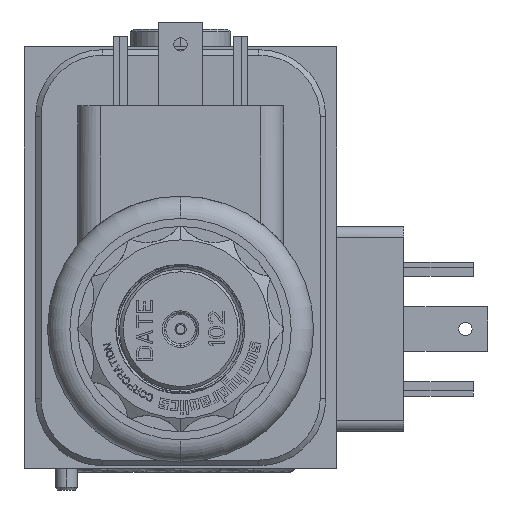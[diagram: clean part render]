
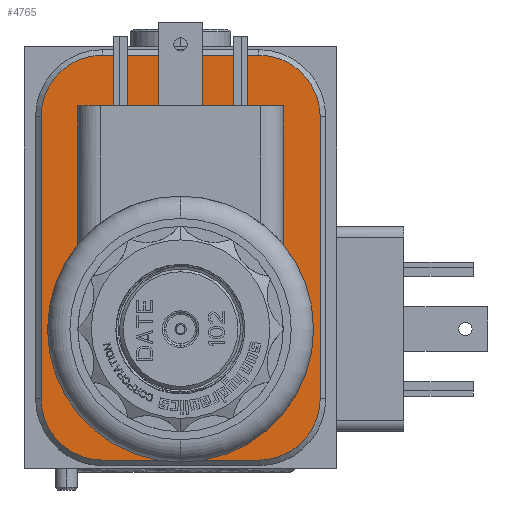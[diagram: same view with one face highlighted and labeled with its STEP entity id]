
A CAD part, left-side view. The second image highlights one B-rep face of the part: STEP entity #4765.
In plain terms, the highlighted planar face has unit normal (-1, 0, 0).
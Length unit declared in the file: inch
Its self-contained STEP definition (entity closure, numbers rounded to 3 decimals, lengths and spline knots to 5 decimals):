
#147=CARTESIAN_POINT('',(0.,-1.313,1.971));
#148=DIRECTION('',(1.,0.,0.));
#149=DIRECTION('',(0.,0.,1.));
#150=AXIS2_PLACEMENT_3D('',#147,#148,#149);
#161=CARTESIAN_POINT('',(0.,-0.875,0.781));
#162=DIRECTION('',(1.,0.,0.));
#163=DIRECTION('',(0.,0.,-1.));
#164=AXIS2_PLACEMENT_3D('',#161,#162,#163);
#166=CARTESIAN_POINT('',(0.,-0.875,0.781));
#167=DIRECTION('',(1.,0.,0.));
#168=DIRECTION('',(0.,0.,1.));
#169=AXIS2_PLACEMENT_3D('',#166,#167,#168);
#171=CARTESIAN_POINT('',(0.,-1.134,1.531));
#172=DIRECTION('',(1.,0.,0.));
#173=DIRECTION('',(0.,0.,-1.));
#174=AXIS2_PLACEMENT_3D('',#171,#172,#173);
#176=CARTESIAN_POINT('',(0.,-1.134,1.531));
#177=DIRECTION('',(1.,0.,0.));
#178=DIRECTION('',(0.,0.,1.));
#179=AXIS2_PLACEMENT_3D('',#176,#177,#178);
#3890=DIRECTION('',(0.,0.,-1.));
#3891=VECTOR('',#3890,1.58);
#3892=CARTESIAN_POINT('',(0.,-1.657,1.971));
#3893=LINE('',#3892,#3891);
#3910=CARTESIAN_POINT('',(0.,-1.313,0.391));
#3911=DIRECTION('',(1.,0.,0.));
#3912=DIRECTION('',(0.,-1.,0.));
#3913=AXIS2_PLACEMENT_3D('',#3910,#3911,#3912);
#3928=DIRECTION('',(0.,1.,0.));
#3929=VECTOR('',#3928,0.875);
#3930=CARTESIAN_POINT('',(0.,-1.313,0.047));
#3931=LINE('',#3930,#3929);
#3944=CARTESIAN_POINT('',(0.,-0.438,0.391));
#3945=DIRECTION('',(1.,0.,0.));
#3946=DIRECTION('',(0.,0.,-1.));
#3947=AXIS2_PLACEMENT_3D('',#3944,#3945,#3946);
#3958=DIRECTION('',(0.,0.,1.));
#3959=VECTOR('',#3958,1.58);
#3960=CARTESIAN_POINT('',(0.,-0.094,0.391));
#3961=LINE('',#3960,#3959);
#3978=CARTESIAN_POINT('',(0.,-0.438,1.971));
#3979=DIRECTION('',(1.,0.,0.));
#3980=DIRECTION('',(0.,1.,0.));
#3981=AXIS2_PLACEMENT_3D('',#3978,#3979,#3980);
#3992=DIRECTION('',(0.,-1.,0.));
#3993=VECTOR('',#3992,0.875);
#3994=CARTESIAN_POINT('',(0.,-0.438,2.315));
#3995=LINE('',#3994,#3993);
#4345=CARTESIAN_POINT('',(0.,-0.875,0.313));
#4346=CARTESIAN_POINT('',(0.,-0.875,1.249));
#4347=VERTEX_POINT('',#4345);
#4348=VERTEX_POINT('',#4346);
#4397=CARTESIAN_POINT('',(0.,-1.134,1.295));
#4398=CARTESIAN_POINT('',(0.,-1.134,1.767));
#4399=VERTEX_POINT('',#4397);
#4400=VERTEX_POINT('',#4398);
#4435=CARTESIAN_POINT('',(0.,-1.313,0.047));
#4436=CARTESIAN_POINT('',(0.,-0.438,0.047));
#4437=VERTEX_POINT('',#4435);
#4438=VERTEX_POINT('',#4436);
#4443=CARTESIAN_POINT('',(0.,-0.094,0.391));
#4444=VERTEX_POINT('',#4443);
#4447=CARTESIAN_POINT('',(0.,-0.094,1.971));
#4448=VERTEX_POINT('',#4447);
#4451=CARTESIAN_POINT('',(0.,-0.438,2.315));
#4452=VERTEX_POINT('',#4451);
#4455=CARTESIAN_POINT('',(0.,-1.313,2.315));
#4456=VERTEX_POINT('',#4455);
#4459=CARTESIAN_POINT('',(0.,-1.657,1.971));
#4460=VERTEX_POINT('',#4459);
#4463=CARTESIAN_POINT('',(0.,-1.657,0.391));
#4464=VERTEX_POINT('',#4463);
#4731=CARTESIAN_POINT('',(0.,0.,0.));
#4732=DIRECTION('',(-1.,0.,0.));
#4733=DIRECTION('',(0.,-1.,0.));
#4734=AXIS2_PLACEMENT_3D('',#4731,#4732,#4733);
#4735=PLANE('',#4734);
#4736=ORIENTED_EDGE('',*,*,#4721,.T.);
#4738=ORIENTED_EDGE('',*,*,#4737,.T.);
#4740=ORIENTED_EDGE('',*,*,#4739,.T.);
#4742=ORIENTED_EDGE('',*,*,#4741,.T.);
#4744=ORIENTED_EDGE('',*,*,#4743,.T.);
#4746=ORIENTED_EDGE('',*,*,#4745,.T.);
#4748=ORIENTED_EDGE('',*,*,#4747,.T.);
#4750=ORIENTED_EDGE('',*,*,#4749,.T.);
#4751=EDGE_LOOP('',(#4736,#4738,#4740,#4742,#4744,#4746,#4748,#4750));
#4752=FACE_OUTER_BOUND('',#4751,.F.);
#4754=ORIENTED_EDGE('',*,*,#4753,.F.);
#4756=ORIENTED_EDGE('',*,*,#4755,.F.);
#4757=EDGE_LOOP('',(#4754,#4756));
#4758=FACE_BOUND('',#4757,.F.);
#4760=ORIENTED_EDGE('',*,*,#4759,.F.);
#4762=ORIENTED_EDGE('',*,*,#4761,.F.);
#4763=EDGE_LOOP('',(#4760,#4762));
#4764=FACE_BOUND('',#4763,.F.);
#4765=ADVANCED_FACE('',(#4752,#4758,#4764),#4735,.T.);
#151=CIRCLE('',#150,0.344);
#165=CIRCLE('',#164,0.468);
#170=CIRCLE('',#169,0.468);
#175=CIRCLE('',#174,0.236);
#180=CIRCLE('',#179,0.236);
#3914=CIRCLE('',#3913,0.344);
#3948=CIRCLE('',#3947,0.344);
#3982=CIRCLE('',#3981,0.344);
#4721=EDGE_CURVE('',#4456,#4460,#151,.T.);
#4737=EDGE_CURVE('',#4460,#4464,#3893,.T.);
#4739=EDGE_CURVE('',#4464,#4437,#3914,.T.);
#4741=EDGE_CURVE('',#4437,#4438,#3931,.T.);
#4743=EDGE_CURVE('',#4438,#4444,#3948,.T.);
#4745=EDGE_CURVE('',#4444,#4448,#3961,.T.);
#4747=EDGE_CURVE('',#4448,#4452,#3982,.T.);
#4749=EDGE_CURVE('',#4452,#4456,#3995,.T.);
#4753=EDGE_CURVE('',#4399,#4400,#175,.T.);
#4755=EDGE_CURVE('',#4400,#4399,#180,.T.);
#4759=EDGE_CURVE('',#4347,#4348,#165,.T.);
#4761=EDGE_CURVE('',#4348,#4347,#170,.T.);
